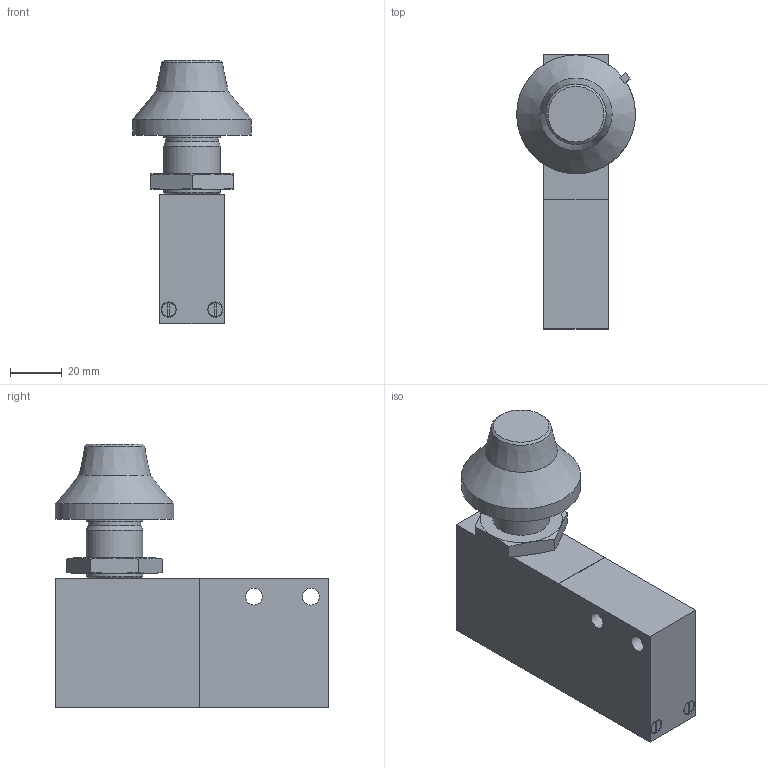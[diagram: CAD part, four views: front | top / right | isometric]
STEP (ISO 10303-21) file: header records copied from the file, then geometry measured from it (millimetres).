
FILE_DESCRIPTION(/* description */ ('STEP AP214'),/* implementation_level */ '2;1');
FILE_NAME(/* name */ '3464_VZOA-3-1_4',/* time_stamp */ '2024-09-18T03:32:24+02:00',/* author */ ('License CC BY-ND 4.0'),/* organization */ ('CADENAS'),/* preprocessor_version */ 'ST-DEVELOPER v19.3',/* originating_system */ 'PARTsolutions',/* authorisation */ ' ');
FILE_SCHEMA (('AUTOMOTIVE_DESIGN {1 0 10303 214 3 1 1}'));
Length unit declared in the file: millimetre
Products named in the file (3): 3464 VZOA-3-1/4; 3464 VZOA-3-1/4-part; 205809 Flachmutter M22X1-6-32
Assembly tree (2 placements, depth 2):
  3464 VZOA-3-1/4
    3464 VZOA-3-1/4-part
    205809 Flachmutter M22X1-6-32
Bounding box: 46 x 106 x 102 mm (x, y, z)
Volume: 165764 mm3; surface area: 30544.9 mm2
Topology: 2 solids, 2 shells, 101 faces, 230 edges, 148 vertices
Faces by surface type: plane 65, cone 19, cylinder 17
Full cylindrical faces by diameter (mm): 5.9 x4, 6.5 x2, 8.566 x1, 11.445 x3, 20.4 x1, 20.917 x1, 22 x2, 46 x1
Entity records: 2735 total; most frequent: CARTESIAN_POINT 541, DIRECTION 442, ORIENTED_EDGE 378, EDGE_CURVE 189, AXIS2_PLACEMENT_3D 180, EDGE_LOOP 158, FACE_BOUND 158, VERTEX_POINT 141
